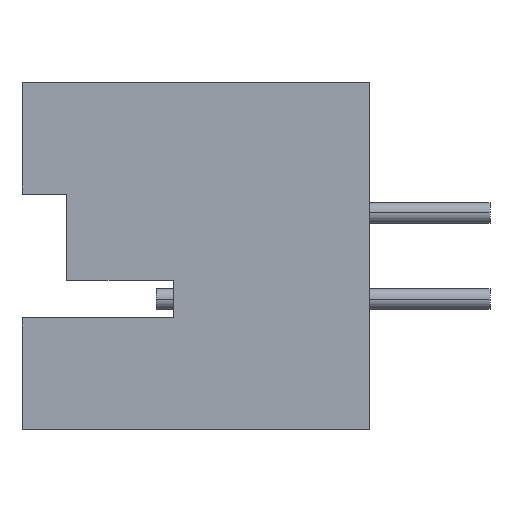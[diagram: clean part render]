
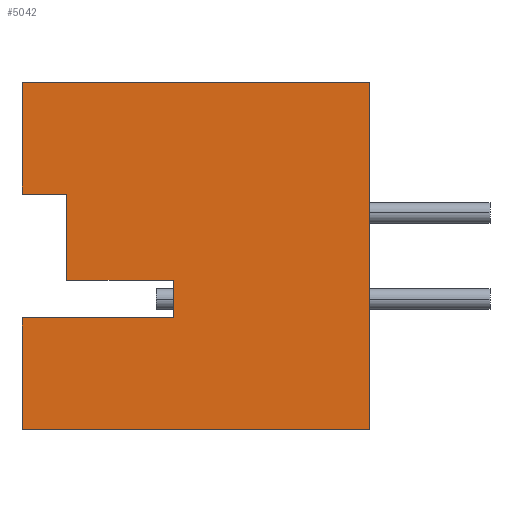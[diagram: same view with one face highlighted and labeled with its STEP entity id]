
A CAD part, left-side view. The second image highlights one B-rep face of the part: STEP entity #5042.
In plain terms, the highlighted planar face has unit normal (-1, 0, 0).
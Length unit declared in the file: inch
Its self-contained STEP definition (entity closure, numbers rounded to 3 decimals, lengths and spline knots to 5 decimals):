
#9 = VECTOR ( 'NONE', #2493, 39.37008 ) ;
#70 = VERTEX_POINT ( 'NONE', #830 ) ;
#80 = VECTOR ( 'NONE', #4874, 39.37008 ) ;
#101 = PLANE ( 'NONE',  #1508 ) ;
#151 = LINE ( 'NONE', #1252, #345 ) ;
#218 = VECTOR ( 'NONE', #4458, 39.37008 ) ;
#256 = VERTEX_POINT ( 'NONE', #2639 ) ;
#345 = VECTOR ( 'NONE', #5569, 39.37008 ) ;
#456 = CARTESIAN_POINT ( 'NONE',  ( -0.34449, 0.39764, -0.19882 ) ) ;
#522 = ORIENTED_EDGE ( 'NONE', *, *, #5211, .F. ) ;
#583 = DIRECTION ( 'NONE',  ( 0., 0., -1. ) ) ;
#828 = EDGE_CURVE ( 'NONE', #3517, #3232, #151, .T. ) ;
#830 = CARTESIAN_POINT ( 'NONE',  ( -0.34449, 0., 0.19882 ) ) ;
#901 = EDGE_CURVE ( 'NONE', #4582, #1986, #3859, .T. ) ;
#908 = CARTESIAN_POINT ( 'NONE',  ( -0.34449, 0.39764, 0.19882 ) ) ;
#999 = CARTESIAN_POINT ( 'NONE',  ( -0.34449, 0., -0.19882 ) ) ;
#1026 = VECTOR ( 'NONE', #1372, 39.37008 ) ;
#1211 = EDGE_CURVE ( 'NONE', #1986, #5266, #3713, .T. ) ;
#1224 = LINE ( 'NONE', #2673, #218 ) ;
#1252 = CARTESIAN_POINT ( 'NONE',  ( -0.34449, 0.34646, -0.19882 ) ) ;
#1372 = DIRECTION ( 'NONE',  ( 0., 1., 0. ) ) ;
#1500 = ORIENTED_EDGE ( 'NONE', *, *, #4369, .F. ) ;
#1508 = AXIS2_PLACEMENT_3D ( 'NONE', #2248, #5288, #583 ) ;
#1553 = FACE_OUTER_BOUND ( 'NONE', #4981, .T. ) ;
#1646 = ORIENTED_EDGE ( 'NONE', *, *, #4411, .T. ) ;
#1827 = DIRECTION ( 'NONE',  ( 0., -1., 0. ) ) ;
#1843 = VERTEX_POINT ( 'NONE', #4055 ) ;
#1986 = VERTEX_POINT ( 'NONE', #4045 ) ;
#2013 = EDGE_CURVE ( 'NONE', #1843, #256, #5559, .T. ) ;
#2119 = VECTOR ( 'NONE', #1827, 39.37008 ) ;
#2248 = CARTESIAN_POINT ( 'NONE',  ( -0.34449, 0., -0.19882 ) ) ;
#2272 = ORIENTED_EDGE ( 'NONE', *, *, #1211, .F. ) ;
#2320 = CARTESIAN_POINT ( 'NONE',  ( -0.34449, 0.22441, -0.07087 ) ) ;
#2324 = ORIENTED_EDGE ( 'NONE', *, *, #901, .F. ) ;
#2362 = CARTESIAN_POINT ( 'NONE',  ( -0.34449, 0., -0.07087 ) ) ;
#2365 = LINE ( 'NONE', #456, #5429 ) ;
#2439 = CARTESIAN_POINT ( 'NONE',  ( -0.34449, 0.39764, 0.07087 ) ) ;
#2493 = DIRECTION ( 'NONE',  ( 0., 0., 1. ) ) ;
#2615 = CARTESIAN_POINT ( 'NONE',  ( -0.34449, 0., -0.19882 ) ) ;
#2634 = CARTESIAN_POINT ( 'NONE',  ( -0.34449, 0.34646, 0.07087 ) ) ;
#2639 = CARTESIAN_POINT ( 'NONE',  ( -0.34449, 0.22441, -0.07087 ) ) ;
#2642 = VECTOR ( 'NONE', #2760, 39.37008 ) ;
#2673 = CARTESIAN_POINT ( 'NONE',  ( -0.34449, 0., -0.02756 ) ) ;
#2681 = CARTESIAN_POINT ( 'NONE',  ( -0.34449, 0.39764, 0.19882 ) ) ;
#2760 = DIRECTION ( 'NONE',  ( 0., -1., 0. ) ) ;
#2787 = CARTESIAN_POINT ( 'NONE',  ( -0.34449, 0.34646, 0.07087 ) ) ;
#2988 = LINE ( 'NONE', #999, #80 ) ;
#3192 = LINE ( 'NONE', #2362, #2642 ) ;
#3232 = VERTEX_POINT ( 'NONE', #2634 ) ;
#3266 = ORIENTED_EDGE ( 'NONE', *, *, #2013, .T. ) ;
#3424 = VERTEX_POINT ( 'NONE', #2439 ) ;
#3428 = ORIENTED_EDGE ( 'NONE', *, *, #828, .F. ) ;
#3435 = VECTOR ( 'NONE', #4917, 39.37008 ) ;
#3516 = DIRECTION ( 'NONE',  ( 0., 0., 1. ) ) ;
#3517 = VERTEX_POINT ( 'NONE', #5540 ) ;
#3566 = CARTESIAN_POINT ( 'NONE',  ( -0.34449, 0., -0.19882 ) ) ;
#3642 = VECTOR ( 'NONE', #3660, 39.37008 ) ;
#3653 = VERTEX_POINT ( 'NONE', #908 ) ;
#3660 = DIRECTION ( 'NONE',  ( 0., -1., 0. ) ) ;
#3713 = LINE ( 'NONE', #5519, #9 ) ;
#3719 = EDGE_CURVE ( 'NONE', #3653, #70, #4295, .T. ) ;
#3859 = LINE ( 'NONE', #2615, #1026 ) ;
#4045 = CARTESIAN_POINT ( 'NONE',  ( -0.34449, 0.39764, -0.19882 ) ) ;
#4055 = CARTESIAN_POINT ( 'NONE',  ( -0.34449, 0.22441, -0.02756 ) ) ;
#4205 = CARTESIAN_POINT ( 'NONE',  ( -0.34449, 0.39764, -0.07087 ) ) ;
#4295 = LINE ( 'NONE', #2681, #2119 ) ;
#4300 = ORIENTED_EDGE ( 'NONE', *, *, #3719, .F. ) ;
#4352 = ORIENTED_EDGE ( 'NONE', *, *, #5542, .F. ) ;
#4369 = EDGE_CURVE ( 'NONE', #1843, #3517, #1224, .T. ) ;
#4411 = EDGE_CURVE ( 'NONE', #4582, #70, #2988, .T. ) ;
#4458 = DIRECTION ( 'NONE',  ( 0., 1., 0. ) ) ;
#4501 = EDGE_CURVE ( 'NONE', #3424, #3232, #5432, .T. ) ;
#4582 = VERTEX_POINT ( 'NONE', #3566 ) ;
#4874 = DIRECTION ( 'NONE',  ( 0., 0., 1. ) ) ;
#4917 = DIRECTION ( 'NONE',  ( 0., 0., -1. ) ) ;
#4981 = EDGE_LOOP ( 'NONE', ( #5204, #3428, #1500, #3266, #522, #2272, #2324, #1646, #4300, #4352 ) ) ;
#5042 = ADVANCED_FACE ( 'NONE', ( #1553 ), #101, .F. ) ;
#5204 = ORIENTED_EDGE ( 'NONE', *, *, #4501, .T. ) ;
#5211 = EDGE_CURVE ( 'NONE', #5266, #256, #3192, .T. ) ;
#5266 = VERTEX_POINT ( 'NONE', #4205 ) ;
#5288 = DIRECTION ( 'NONE',  ( 1., 0., 0. ) ) ;
#5429 = VECTOR ( 'NONE', #3516, 39.37008 ) ;
#5432 = LINE ( 'NONE', #2787, #3642 ) ;
#5519 = CARTESIAN_POINT ( 'NONE',  ( -0.34449, 0.39764, -0.19882 ) ) ;
#5540 = CARTESIAN_POINT ( 'NONE',  ( -0.34449, 0.34646, -0.02756 ) ) ;
#5542 = EDGE_CURVE ( 'NONE', #3424, #3653, #2365, .T. ) ;
#5559 = LINE ( 'NONE', #2320, #3435 ) ;
#5569 = DIRECTION ( 'NONE',  ( 0., 0., 1. ) ) ;
